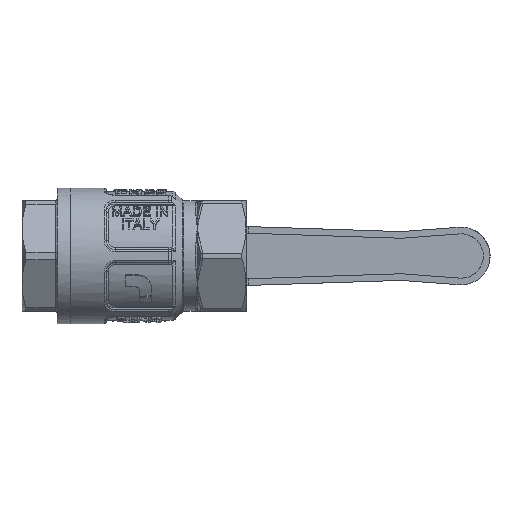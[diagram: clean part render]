
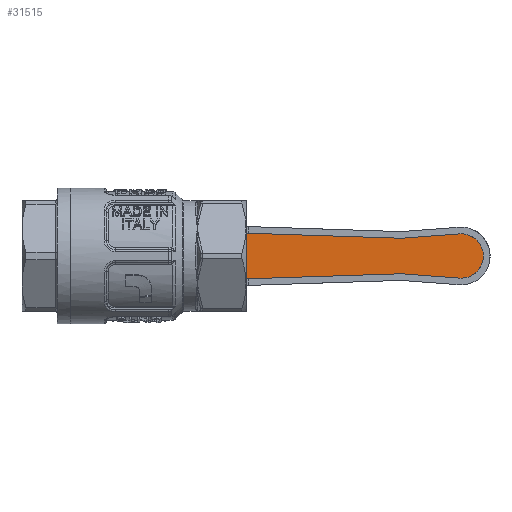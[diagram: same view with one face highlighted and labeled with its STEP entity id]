
A CAD part, front view. The second image highlights one B-rep face of the part: STEP entity #31515.
In plain terms, the highlighted planar face has unit normal (0, -1, 0).
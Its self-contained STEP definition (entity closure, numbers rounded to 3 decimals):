
#715 = CARTESIAN_POINT ( 'NONE',  ( 60.032, 39.8, 3.998 ) ) ;
#774 = CARTESIAN_POINT ( 'NONE',  ( 75.11, 39.8, -4.745 ) ) ;
#833 = EDGE_CURVE ( 'NONE', #39970, #35064, #42634, .T. ) ;
#1123 = CARTESIAN_POINT ( 'NONE',  ( 77.994, 39.8, -2.217 ) ) ;
#1218 = VERTEX_POINT ( 'NONE', #9891 ) ;
#1236 = CARTESIAN_POINT ( 'NONE',  ( 68.76, 39.8, 4.657 ) ) ;
#1580 = CARTESIAN_POINT ( 'NONE',  ( 22.657, 39.8, 5.228 ) ) ;
#2604 = CARTESIAN_POINT ( 'NONE',  ( 73.124, 39.8, 4.986 ) ) ;
#2714 = CARTESIAN_POINT ( 'NONE',  ( 60.032, 39.8, 3.998 ) ) ;
#4288 = CARTESIAN_POINT ( 'NONE',  ( 75.717, 39.8, -4.494 ) ) ;
#4631 = CARTESIAN_POINT ( 'NONE',  ( 77.84, 39.8, -2.505 ) ) ;
#4967 = CARTESIAN_POINT ( 'NONE',  ( 78.468, 39.8, 0.653 ) ) ;
#5458 = DIRECTION ( 'NONE',  ( 0., 1., 0. ) ) ;
#5629 = EDGE_CURVE ( 'NONE', #1218, #36165, #7890, .T. ) ;
#5944 = CARTESIAN_POINT ( 'NONE',  ( 68.76, 39.8, -4.657 ) ) ;
#6354 = CARTESIAN_POINT ( 'NONE',  ( 22.657, 39.8, 5.228 ) ) ;
#6901 = VERTEX_POINT ( 'NONE', #8713 ) ;
#7890 = B_SPLINE_CURVE_WITH_KNOTS ( 'NONE', 3,
 ( #2604, #48579, #29443, #22076 ),
 .UNSPECIFIED., .F., .F.,
 ( 4, 4 ),
 ( 0., 1. ),
 .UNSPECIFIED. ) ;
#8432 = CARTESIAN_POINT ( 'NONE',  ( 73.5, 39.8, -5. ) ) ;
#8439 = CARTESIAN_POINT ( 'NONE',  ( 77.268, 39.8, -3.303 ) ) ;
#8603 = CARTESIAN_POINT ( 'NONE',  ( 73.249, 39.8, -4.995 ) ) ;
#8713 = CARTESIAN_POINT ( 'NONE',  ( 60.032, 39.8, -3.998 ) ) ;
#8778 = PLANE ( 'NONE',  #28728 ) ;
#8949 = DIRECTION ( 'NONE',  ( 1., 0., 0. ) ) ;
#9891 = CARTESIAN_POINT ( 'NONE',  ( 73.124, 39.8, 4.986 ) ) ;
#11872 = B_SPLINE_CURVE_WITH_KNOTS ( 'NONE', 3,
 ( #25739, #21724, #29597, #18219 ),
 .UNSPECIFIED., .F., .F.,
 ( 4, 4 ),
 ( 0., 1. ),
 .UNSPECIFIED. ) ;
#11943 = CARTESIAN_POINT ( 'NONE',  ( 76.803, 39.8, 3.768 ) ) ;
#12104 = CARTESIAN_POINT ( 'NONE',  ( 78.5, 39.8, 0.329 ) ) ;
#12589 = CARTESIAN_POINT ( 'NONE',  ( 76.551, 39.8, -3.975 ) ) ;
#12702 = CARTESIAN_POINT ( 'NONE',  ( 73.124, 39.8, 4.986 ) ) ;
#12726 = CARTESIAN_POINT ( 'NONE',  ( 60.032, 39.8, -3.998 ) ) ;
#12906 = CARTESIAN_POINT ( 'NONE',  ( 73.5, 39.8, 0. ) ) ;
#14674 = ORIENTED_EDGE ( 'NONE', *, *, #17510, .F. ) ;
#15463 = B_SPLINE_CURVE_WITH_KNOTS ( 'NONE', 3,
 ( #12726, #42780, #27560, #23573 ),
 .UNSPECIFIED., .F., .F.,
 ( 4, 4 ),
 ( 0., 1. ),
 .UNSPECIFIED. ) ;
#15588 = EDGE_LOOP ( 'NONE', ( #17613, #23631, #16668, #36763, #14674, #46623, #43568, #22783 ) ) ;
#15919 = CARTESIAN_POINT ( 'NONE',  ( 73.5, 39.8, 5. ) ) ;
#16251 = CARTESIAN_POINT ( 'NONE',  ( 74.156, 39.8, 5. ) ) ;
#16416 = CARTESIAN_POINT ( 'NONE',  ( 77.475, 39.8, 3.051 ) ) ;
#16584 = CARTESIAN_POINT ( 'NONE',  ( 73.375, 39.8, -5. ) ) ;
#16668 = ORIENTED_EDGE ( 'NONE', *, *, #36648, .T. ) ;
#17510 = EDGE_CURVE ( 'NONE', #22182, #1218, #30374, .T. ) ;
#17515 = B_SPLINE_CURVE_WITH_KNOTS ( 'NONE', 3,
 ( #8432, #16584, #8603, #46594 ),
 .UNSPECIFIED., .F., .F.,
 ( 4, 4 ),
 ( 0., 1. ),
 .UNSPECIFIED. ) ;
#17613 = ORIENTED_EDGE ( 'NONE', *, *, #19068, .F. ) ;
#17643 = VERTEX_POINT ( 'NONE', #47513 ) ;
#18219 = CARTESIAN_POINT ( 'NONE',  ( 60.032, 39.8, 3.998 ) ) ;
#19068 = EDGE_CURVE ( 'NONE', #17643, #6901, #47973, .T. ) ;
#20250 = CARTESIAN_POINT ( 'NONE',  ( 76.551, 39.8, 3.975 ) ) ;
#21055 = CARTESIAN_POINT ( 'NONE',  ( 73.124, 39.8, -4.986 ) ) ;
#21724 = CARTESIAN_POINT ( 'NONE',  ( 35.115, 39.8, 4.818 ) ) ;
#21909 = EDGE_CURVE ( 'NONE', #35064, #22182, #11872, .T. ) ;
#22076 = CARTESIAN_POINT ( 'NONE',  ( 73.5, 39.8, 5. ) ) ;
#22182 = VERTEX_POINT ( 'NONE', #2714 ) ;
#22783 = ORIENTED_EDGE ( 'NONE', *, *, #47977, .F. ) ;
#23441 = CARTESIAN_POINT ( 'NONE',  ( 77.475, 39.8, -3.051 ) ) ;
#23515 = CARTESIAN_POINT ( 'NONE',  ( 22.657, 39.8, -5.228 ) ) ;
#23573 = CARTESIAN_POINT ( 'NONE',  ( 22.657, 39.8, -5.228 ) ) ;
#23608 = CARTESIAN_POINT ( 'NONE',  ( 78.245, 39.8, -1.61 ) ) ;
#23631 = ORIENTED_EDGE ( 'NONE', *, *, #46967, .F. ) ;
#23778 = CARTESIAN_POINT ( 'NONE',  ( 78.245, 39.8, 1.61 ) ) ;
#23954 = CARTESIAN_POINT ( 'NONE',  ( 78.34, 39.8, -1.298 ) ) ;
#25739 = CARTESIAN_POINT ( 'NONE',  ( 22.657, 39.8, 5.228 ) ) ;
#26917 = CARTESIAN_POINT ( 'NONE',  ( 73.5, 39.8, -5. ) ) ;
#27423 = CARTESIAN_POINT ( 'NONE',  ( 74.153, 39.8, -4.968 ) ) ;
#27560 = CARTESIAN_POINT ( 'NONE',  ( 35.115, 39.8, -4.818 ) ) ;
#28728 = AXIS2_PLACEMENT_3D ( 'NONE', #12906, #5458, #8949 ) ;
#29443 = CARTESIAN_POINT ( 'NONE',  ( 73.375, 39.8, 5. ) ) ;
#29502 = CARTESIAN_POINT ( 'NONE',  ( 22.657, 39.8, -1.743 ) ) ;
#29597 = CARTESIAN_POINT ( 'NONE',  ( 47.574, 39.8, 4.408 ) ) ;
#30374 = B_SPLINE_CURVE_WITH_KNOTS ( 'NONE', 3,
 ( #715, #39251, #1236, #12702 ),
 .UNSPECIFIED., .F., .F.,
 ( 4, 4 ),
 ( 0., 1. ),
 .UNSPECIFIED. ) ;
#31279 = CARTESIAN_POINT ( 'NONE',  ( 78.34, 39.8, 1.298 ) ) ;
#31515 = ADVANCED_FACE ( 'NONE', ( #33619 ), #8778, .F. ) ;
#31625 = CARTESIAN_POINT ( 'NONE',  ( 77.994, 39.8, 2.217 ) ) ;
#33619 = FACE_OUTER_BOUND ( 'NONE', #15588, .T. ) ;
#34967 = CARTESIAN_POINT ( 'NONE',  ( 76.803, 39.8, -3.768 ) ) ;
#35064 = VERTEX_POINT ( 'NONE', #1580 ) ;
#35131 = CARTESIAN_POINT ( 'NONE',  ( 76.005, 39.8, 4.34 ) ) ;
#35466 = CARTESIAN_POINT ( 'NONE',  ( 74.798, 39.8, -4.84 ) ) ;
#35881 = CARTESIAN_POINT ( 'NONE',  ( 73.5, 39.8, 5. ) ) ;
#36165 = VERTEX_POINT ( 'NONE', #35881 ) ;
#36648 = EDGE_CURVE ( 'NONE', #41595, #36165, #45250, .T. ) ;
#36763 = ORIENTED_EDGE ( 'NONE', *, *, #5629, .F. ) ;
#38809 = CARTESIAN_POINT ( 'NONE',  ( 75.717, 39.8, 4.494 ) ) ;
#39136 = CARTESIAN_POINT ( 'NONE',  ( 78.5, 39.8, -0.329 ) ) ;
#39251 = CARTESIAN_POINT ( 'NONE',  ( 64.396, 39.8, 4.327 ) ) ;
#39305 = CARTESIAN_POINT ( 'NONE',  ( 77.84, 39.8, 2.505 ) ) ;
#39785 = CARTESIAN_POINT ( 'NONE',  ( 64.396, 39.8, -4.327 ) ) ;
#39970 = VERTEX_POINT ( 'NONE', #23515 ) ;
#41595 = VERTEX_POINT ( 'NONE', #48867 ) ;
#42634 = B_SPLINE_CURVE_WITH_KNOTS ( 'NONE', 3,
 ( #45150, #29502, #44667, #6354 ),
 .UNSPECIFIED., .F., .F.,
 ( 4, 4 ),
 ( 0., 1. ),
 .UNSPECIFIED. ) ;
#42643 = CARTESIAN_POINT ( 'NONE',  ( 78.468, 39.8, -0.653 ) ) ;
#42780 = CARTESIAN_POINT ( 'NONE',  ( 47.574, 39.8, -4.408 ) ) ;
#42809 = CARTESIAN_POINT ( 'NONE',  ( 76.005, 39.8, -4.34 ) ) ;
#43135 = CARTESIAN_POINT ( 'NONE',  ( 77.268, 39.8, 3.303 ) ) ;
#43568 = ORIENTED_EDGE ( 'NONE', *, *, #833, .F. ) ;
#43606 = CARTESIAN_POINT ( 'NONE',  ( 60.032, 39.8, -3.998 ) ) ;
#44667 = CARTESIAN_POINT ( 'NONE',  ( 22.657, 39.8, 1.743 ) ) ;
#45150 = CARTESIAN_POINT ( 'NONE',  ( 22.657, 39.8, -5.228 ) ) ;
#45250 = B_SPLINE_CURVE_WITH_KNOTS ( 'NONE', 3,
 ( #26917, #46765, #27423, #35466, #774, #4288, #42809, #12589, #34967, #8439, #23441, #4631, #1123, #23608, #23954, #42643, #39136, #12104, #4967, #31279, #23778, #31625, #39305, #16416, #43135, #11943, #20250, #35131, #38809, #46932, #16251, #15919 ),
 .UNSPECIFIED., .F., .F.,
 ( 4, 2, 2, 2, 2, 2, 2, 2, 2, 2, 2, 2, 2, 2, 2, 4 ),
 ( 0., 0.063, 0.125, 0.188, 0.25, 0.313, 0.375, 0.438, 0.5, 0.563, 0.625, 0.688, 0.75, 0.813, 0.875, 1. ),
 .UNSPECIFIED. ) ;
#46594 = CARTESIAN_POINT ( 'NONE',  ( 73.124, 39.8, -4.986 ) ) ;
#46623 = ORIENTED_EDGE ( 'NONE', *, *, #21909, .F. ) ;
#46765 = CARTESIAN_POINT ( 'NONE',  ( 73.828, 39.8, -5. ) ) ;
#46932 = CARTESIAN_POINT ( 'NONE',  ( 74.806, 39.8, 4.871 ) ) ;
#46967 = EDGE_CURVE ( 'NONE', #41595, #17643, #17515, .T. ) ;
#47513 = CARTESIAN_POINT ( 'NONE',  ( 73.124, 39.8, -4.986 ) ) ;
#47973 = B_SPLINE_CURVE_WITH_KNOTS ( 'NONE', 3,
 ( #21055, #5944, #39785, #43606 ),
 .UNSPECIFIED., .F., .F.,
 ( 4, 4 ),
 ( 0., 1. ),
 .UNSPECIFIED. ) ;
#47977 = EDGE_CURVE ( 'NONE', #6901, #39970, #15463, .T. ) ;
#48579 = CARTESIAN_POINT ( 'NONE',  ( 73.249, 39.8, 4.995 ) ) ;
#48867 = CARTESIAN_POINT ( 'NONE',  ( 73.5, 39.8, -5. ) ) ;
